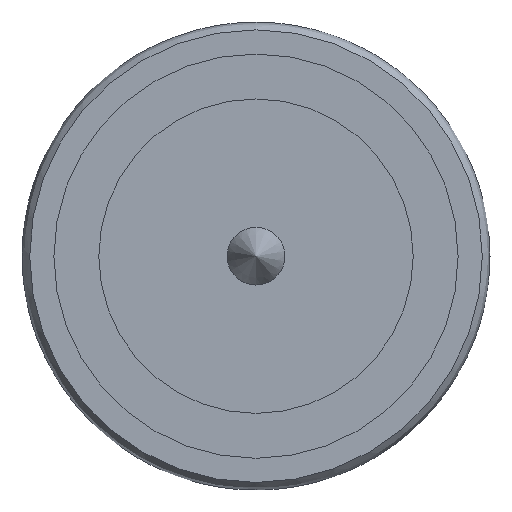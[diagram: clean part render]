
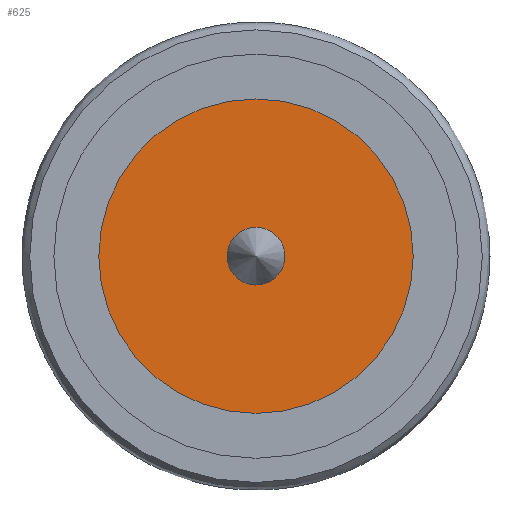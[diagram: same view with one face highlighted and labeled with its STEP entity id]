
A CAD part, front view. The second image highlights one B-rep face of the part: STEP entity #625.
In plain terms, the highlighted planar face has unit normal (0, -1, 0).
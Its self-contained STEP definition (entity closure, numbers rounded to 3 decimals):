
#554 = CYLINDRICAL_SURFACE('',#555,0.643);
#555 = AXIS2_PLACEMENT_3D('',#556,#557,#558);
#556 = CARTESIAN_POINT('',(0.,-10.122,0.));
#557 = DIRECTION('',(0.,1.,0.));
#558 = DIRECTION('',(0.,0.,1.));
#572 = VERTEX_POINT('',#573);
#573 = CARTESIAN_POINT('',(0.,-9.464,0.643));
#594 = EDGE_CURVE('',#572,#572,#595,.T.);
#595 = SURFACE_CURVE('',#596,(#601,#608),.PCURVE_S1.);
#596 = CIRCLE('',#597,0.643);
#597 = AXIS2_PLACEMENT_3D('',#598,#599,#600);
#598 = CARTESIAN_POINT('',(0.,-9.464,0.));
#599 = DIRECTION('',(0.,1.,0.));
#600 = DIRECTION('',(0.,0.,1.));
#601 = PCURVE('',#554,#602);
#602 = DEFINITIONAL_REPRESENTATION('',(#603),#607);
#603 = LINE('',#604,#605);
#604 = CARTESIAN_POINT('',(0.,0.658));
#605 = VECTOR('',#606,1.);
#606 = DIRECTION('',(1.,0.));
#607 = ( GEOMETRIC_REPRESENTATION_CONTEXT(2) 
PARAMETRIC_REPRESENTATION_CONTEXT() REPRESENTATION_CONTEXT('2D SPACE',''
  ) );
#608 = PCURVE('',#609,#614);
#609 = PLANE('',#610);
#610 = AXIS2_PLACEMENT_3D('',#611,#612,#613);
#611 = CARTESIAN_POINT('',(0.,-9.464,0.));
#612 = DIRECTION('',(0.,-1.,0.));
#613 = DIRECTION('',(0.,0.,-1.));
#614 = DEFINITIONAL_REPRESENTATION('',(#615),#623);
#615 = ( BOUNDED_CURVE() B_SPLINE_CURVE(2,(#616,#617,#618,#619,#620,#621
,#622),.UNSPECIFIED.,.T.,.F.) B_SPLINE_CURVE_WITH_KNOTS((1,2,2,2,2,1),(
    -2.094,0.,2.094,4.189,6.283,
8.378),.UNSPECIFIED.) CURVE() GEOMETRIC_REPRESENTATION_ITEM() 
RATIONAL_B_SPLINE_CURVE((1.,0.5,1.,0.5,1.,0.5,1.)) REPRESENTATION_ITEM(
  '') );
#616 = CARTESIAN_POINT('',(-0.643,0.));
#617 = CARTESIAN_POINT('',(-0.643,1.113));
#618 = CARTESIAN_POINT('',(0.321,0.557));
#619 = CARTESIAN_POINT('',(1.286,0.));
#620 = CARTESIAN_POINT('',(0.321,-0.557));
#621 = CARTESIAN_POINT('',(-0.643,-1.113));
#622 = CARTESIAN_POINT('',(-0.643,0.));
#623 = ( GEOMETRIC_REPRESENTATION_CONTEXT(2) 
PARAMETRIC_REPRESENTATION_CONTEXT() REPRESENTATION_CONTEXT('2D SPACE',''
  ) );
#625 = ADVANCED_FACE('',(#626,#629),#609,.T.);
#626 = FACE_BOUND('',#627,.T.);
#627 = EDGE_LOOP('',(#628));
#628 = ORIENTED_EDGE('',*,*,#594,.T.);
#629 = FACE_BOUND('',#630,.T.);
#630 = EDGE_LOOP('',(#631));
#631 = ORIENTED_EDGE('',*,*,#632,.F.);
#632 = EDGE_CURVE('',#633,#633,#635,.T.);
#633 = VERTEX_POINT('',#634);
#634 = CARTESIAN_POINT('',(0.,-9.464,3.5));
#635 = SURFACE_CURVE('',#636,(#641,#652),.PCURVE_S1.);
#636 = CIRCLE('',#637,3.5);
#637 = AXIS2_PLACEMENT_3D('',#638,#639,#640);
#638 = CARTESIAN_POINT('',(0.,-9.464,0.));
#639 = DIRECTION('',(0.,1.,0.));
#640 = DIRECTION('',(0.,0.,1.));
#641 = PCURVE('',#609,#642);
#642 = DEFINITIONAL_REPRESENTATION('',(#643),#651);
#643 = ( BOUNDED_CURVE() B_SPLINE_CURVE(2,(#644,#645,#646,#647,#648,#649
,#650),.UNSPECIFIED.,.T.,.F.) B_SPLINE_CURVE_WITH_KNOTS((1,2,2,2,2,1),(
    -2.094,0.,2.094,4.189,6.283,
8.378),.UNSPECIFIED.) CURVE() GEOMETRIC_REPRESENTATION_ITEM() 
RATIONAL_B_SPLINE_CURVE((1.,0.5,1.,0.5,1.,0.5,1.)) REPRESENTATION_ITEM(
  '') );
#644 = CARTESIAN_POINT('',(-3.5,0.));
#645 = CARTESIAN_POINT('',(-3.5,6.062));
#646 = CARTESIAN_POINT('',(1.75,3.031));
#647 = CARTESIAN_POINT('',(7.,0.));
#648 = CARTESIAN_POINT('',(1.75,-3.031));
#649 = CARTESIAN_POINT('',(-3.5,-6.062));
#650 = CARTESIAN_POINT('',(-3.5,0.));
#651 = ( GEOMETRIC_REPRESENTATION_CONTEXT(2) 
PARAMETRIC_REPRESENTATION_CONTEXT() REPRESENTATION_CONTEXT('2D SPACE',''
  ) );
#652 = PCURVE('',#653,#658);
#653 = CYLINDRICAL_SURFACE('',#654,3.5);
#654 = AXIS2_PLACEMENT_3D('',#655,#656,#657);
#655 = CARTESIAN_POINT('',(0.,-9.464,0.));
#656 = DIRECTION('',(0.,-1.,0.));
#657 = DIRECTION('',(0.,0.,1.));
#658 = DEFINITIONAL_REPRESENTATION('',(#659),#663);
#659 = LINE('',#660,#661);
#660 = CARTESIAN_POINT('',(-0.,0.));
#661 = VECTOR('',#662,1.);
#662 = DIRECTION('',(-1.,0.));
#663 = ( GEOMETRIC_REPRESENTATION_CONTEXT(2) 
PARAMETRIC_REPRESENTATION_CONTEXT() REPRESENTATION_CONTEXT('2D SPACE',''
  ) );
